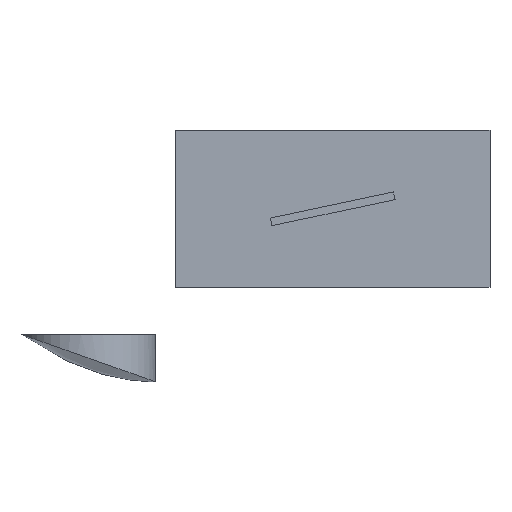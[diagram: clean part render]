
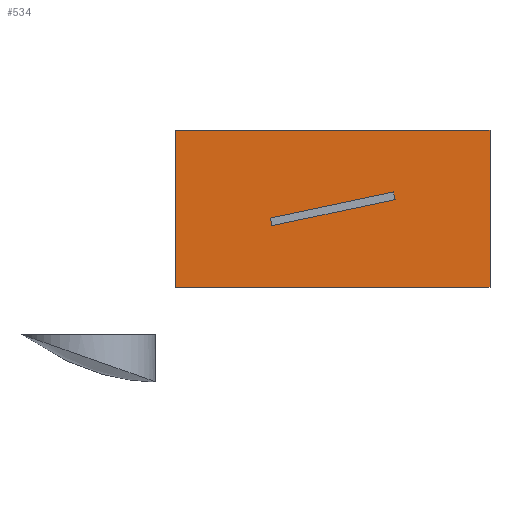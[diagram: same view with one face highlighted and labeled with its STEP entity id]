
A CAD part, left-side view. The second image highlights one B-rep face of the part: STEP entity #534.
In plain terms, the highlighted free-form (B-spline) face has degree [1, 1] with [2, 2] control points.
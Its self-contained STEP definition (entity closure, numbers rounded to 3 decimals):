
#404=CARTESIAN_POINT('V9',(-500.0,1000.0,500.0));
#405=VERTEX_POINT('V9',#404);
#406=CARTESIAN_POINT('V15',(-500.0,1000.0,-500.0));
#407=VERTEX_POINT('V15',#406);
#408=CARTESIAN_POINT('E16',(-500.0,1000.0,500.0));
#409=CARTESIAN_POINT('E16',(-500.0,1000.0,-500.0));
#410=QUASI_UNIFORM_CURVE('E16',1,(#408,#409),.POLYLINE_FORM.,.F.,.U.
   );
#411=EDGE_CURVE('E16',#405,#407,#410,.T.);
#440=CARTESIAN_POINT('V13',(-500.0,-1000.0,-500.0));
#441=VERTEX_POINT('V13',#440);
#442=CARTESIAN_POINT('V10',(-500.0,-1000.0,500.0));
#443=VERTEX_POINT('V10',#442);
#444=CARTESIAN_POINT('E13',(-500.0,-1000.0,-500.0));
#445=CARTESIAN_POINT('E13',(-500.0,-1000.0,500.0));
#446=QUASI_UNIFORM_CURVE('E13',1,(#444,#445),.POLYLINE_FORM.,.F.,.U.
   );
#447=EDGE_CURVE('E13',#441,#443,#446,.T.);
#476=CARTESIAN_POINT('E9',(-500.0,1000.0,500.0));
#477=CARTESIAN_POINT('E9',(-500.0,-1000.0,500.0));
#478=QUASI_UNIFORM_CURVE('E9',1,(#476,#477),.POLYLINE_FORM.,.F.,.U.
   );
#479=EDGE_CURVE('E9',#405,#443,#478,.T.);
#514=CARTESIAN_POINT('E38',(-500.0,-1000.0,-500.0));
#515=CARTESIAN_POINT('E38',(-500.0,1000.0,-500.0));
#516=QUASI_UNIFORM_CURVE('E38',1,(#514,#515),.POLYLINE_FORM.,.F.,.U.
   );
#517=EDGE_CURVE('E38',#441,#407,#516,.T.);
#523=CARTESIAN_POINT('F16',(-500.,
   1000.1,-501.));
#524=CARTESIAN_POINT('F16',(-500.,
   -1000.1,-501.));
#525=CARTESIAN_POINT('F16',(-500.,
   1000.1,500.1));
#526=CARTESIAN_POINT('F16',(-500.,
   -1000.1,500.1));
#527=B_SPLINE_SURFACE_WITH_KNOTS('F16',1,1,((#523,#525),(#524,
   #526)),.PLANE_SURF.,.F.,.F.,.U.,(2,2),(2,2),(0.0,
   1.476),(0.261,1.0),.UNSPECIFIED.);
#528=ORIENTED_EDGE('E38',*,*,#517,.T.);
#529=ORIENTED_EDGE('E16',*,*,#411,.F.);
#530=ORIENTED_EDGE('E9',*,*,#479,.T.);
#531=ORIENTED_EDGE('E13',*,*,#447,.F.);
#532=EDGE_LOOP('F16',(#528,#529,#530,#531));
#533=FACE_OUTER_BOUND('F16',#532,.F.);
#534=ADVANCED_FACE('F16',(#533),#527,.T.);
